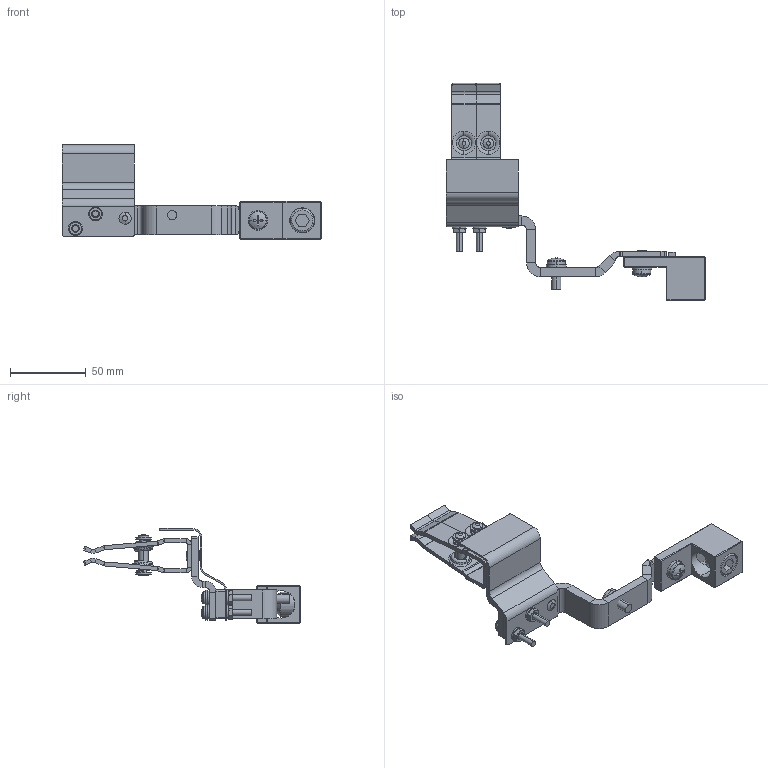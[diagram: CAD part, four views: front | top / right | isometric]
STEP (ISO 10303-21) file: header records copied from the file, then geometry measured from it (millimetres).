
FILE_DESCRIPTION (( 'STEP AP214' ), '1' );
FILE_NAME ('UV200N.STEP', '2021-07-07T13:07:01', ( '' ), ( '' ), 'SwSTEP 2.0', 'SolidWorks 2017', '' );
FILE_SCHEMA (( 'AUTOMOTIVE_DESIGN' ));
Length unit declared in the file: millimetre
Products named in the file (22): UV200N-101; UV200N-004; UV200N-002; UV200N-007; flat washer narrow_am_B18.22M - Plain washer, 4 mm, narrow; spring lock washer_2_jis_JIS B 1251 No.2 5; socket set screw cone point_am_B18.3.6M - M16 x 2.0 x 20 Hex Socket Cone Pt. SS --N; UV200N-009; pan cross head_am_B18.6.7M - M6 x 1.0 x 16 Type I Cross Recessed PHMS --16N; UV200N-102; UV200N-006; UV200N-005; pan cross head_am_B18.6.7M - M6 x 1.0 x 13 Type I Cross Recessed PHMS --13N; flat washer narrow_am_B18.22M - Plain washer, 6 mm, narrow; hex nut jam_am_B18.2.4.5M - Hex jam nut,  M5 x 0.8 --D-N; UV200N-103; UV200N-001; pan cross head_am_B18.6.7M - M4 x 0.7 x 30 Type I Cross Recessed PHMS --30N; UV200N-003; UV200N-010; UV200N-008; UV200N
Assembly tree (35 placements, depth 4):
  UV200N
    UV200N-101
      UV200N-001
      UV200N-005
      UV200N-006
    UV200N-103
      UV200N-002
      UV200N-102  x2
        UV200N-003
        UV200N-008
        UV200N-010
        flat washer narrow_am_B18.22M - Plain washer, 4 mm, narrow
        UV200N-007
      UV200N-009  x4
    pan cross head_am_B18.6.7M - M4 x 0.7 x 30 Type I Cross Recessed PHMS --30N  x2
    spring lock washer_2_jis_JIS B 1251 No.2 5  x4
    hex nut jam_am_B18.2.4.5M - Hex jam nut,  M5 x 0.8 --D-N  x2
    flat washer narrow_am_B18.22M - Plain washer, 4 mm, narrow  x2
    pan cross head_am_B18.6.7M - M6 x 1.0 x 16 Type I Cross Recessed PHMS --16N
    flat washer narrow_am_B18.22M - Plain washer, 6 mm, narrow  x2
    UV200N-004
    pan cross head_am_B18.6.7M - M6 x 1.0 x 13 Type I Cross Recessed PHMS --13N
    socket set screw cone point_am_B18.3.6M - M16 x 2.0 x 20 Hex Socket Cone Pt. SS --N
Bounding box: 170.8 x 143.24 x 62.6 mm (x, y, z)
Volume: 67790 mm3; surface area: 52439 mm2
Topology: 38 solids, 38 shells, 829 faces, 1806 edges, 1067 vertices
Faces by surface type: plane 410, cylinder 255, cone 88, torus 60, bspline 8, sphere 8
Entity records: 16250 total; most frequent: CARTESIAN_POINT 3616, DIRECTION 2670, ORIENTED_EDGE 2240, EDGE_CURVE 1120, AXIS2_PLACEMENT_3D 1033, VERTEX_POINT 663, VECTOR 604, LINE 604
